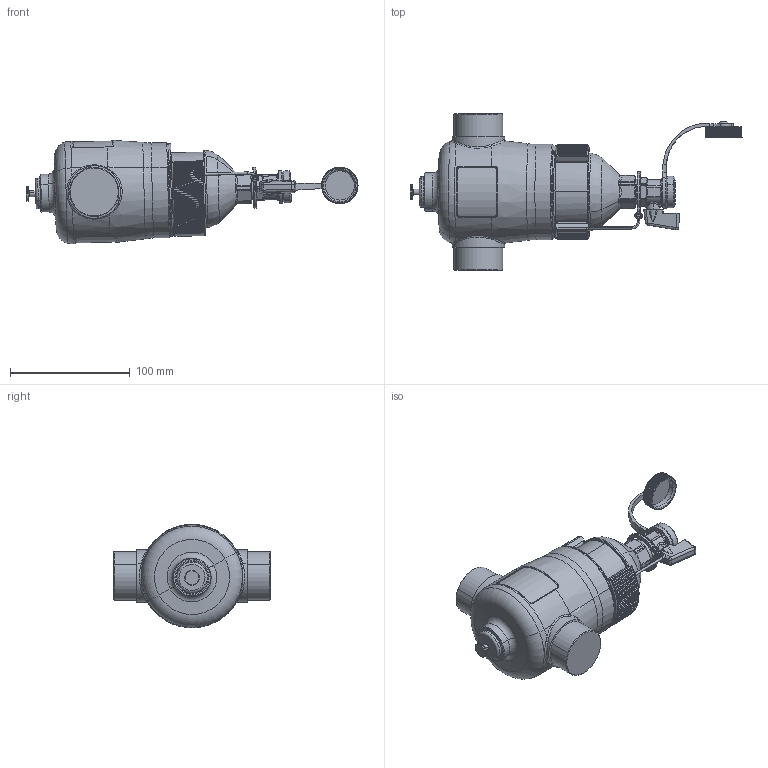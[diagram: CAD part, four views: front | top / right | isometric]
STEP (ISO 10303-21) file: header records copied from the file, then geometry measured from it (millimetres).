
FILE_DESCRIPTION(('CATIA V5 STEP Exchange','CAx-IF Rec.Pracs.--- Model Styling and Organization---1.5--- 2016-08-15','CAx-IF Rec.Pracs.---Supplemental Geometry---1.0---2011-11-01','CAx-IF Rec.Pracs.--- Composite Materials ---3.4---2017-06-13','CAx-IF Rec.Pracs.---Tessellated 3D Geometry---1.0---2015-12-17'),'2;1');
FILE_NAME('STEP_546335AM_-_TST.stp','2024-03-26T18:14:32+00:00',('none'),('none'),'CATIA Version 5-6 Release 2020 SP5','CATIA V5 STEP AP242 v2','none');
FILE_SCHEMA(('AP242_MANAGED_MODEL_BASED_3D_ENGINEERING_MIM_LF {1 0 10303 442 1 1 4}'));
Products named in the file (1): 546335AM - TST
Bounding box: 277.8 x 131 x 86.7 mm (x, y, z)
Volume: 813427.6 mm3; surface area: 67454.5 mm2
Topology: 1 solids, 3 shells, 1528 faces, 4030 edges, 2509 vertices
Faces by surface type: cylinder 823, torus 265, plane 235, bspline 132, cone 54, sphere 10, revolution 9
Entity records: 57288 total; most frequent: CARTESIAN_POINT 24703, ORIENTED_EDGE 8040, EDGE_CURVE 4020, DIRECTION 3908, VERTEX_POINT 2509, AXIS2_PLACEMENT_3D 2267, CIRCLE 1583, EDGE_LOOP 1545
